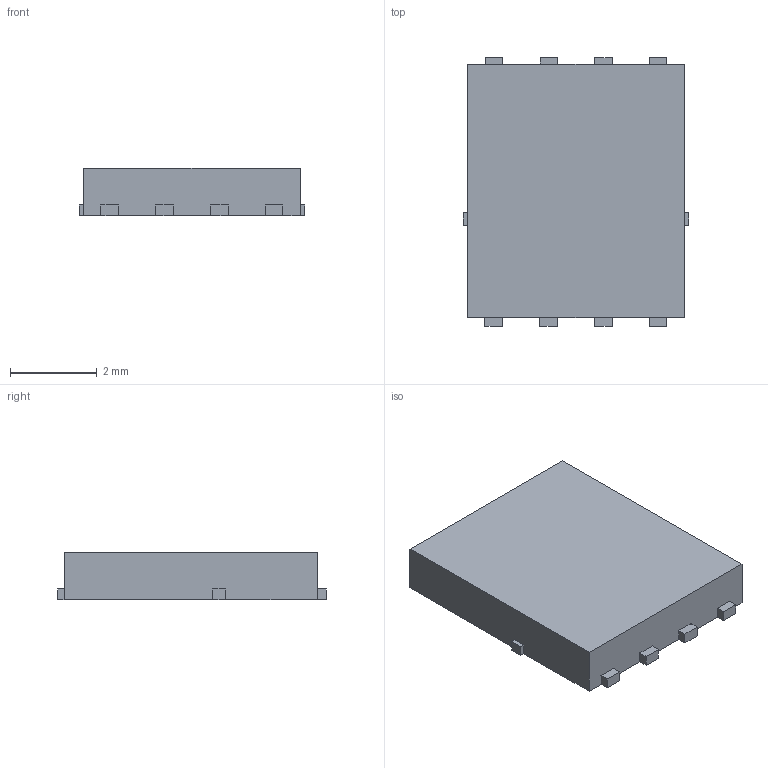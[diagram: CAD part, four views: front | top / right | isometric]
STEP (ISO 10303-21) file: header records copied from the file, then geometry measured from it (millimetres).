
FILE_DESCRIPTION(/* description */ (''),/* implementation_level */ '2;1');
FILE_NAME(/* name */ 'FAIRCHILD_MO-240AA.stp',/* time_stamp */ '2016-05-24T17:47:38+02:00',/* author */ ('riccim'),/* organization */ ('SolidWorks'),/* preprocessor_version */ 'ST-DEVELOPER v15.5',/* originating_system */ 'AutoCAD Mechanical',/* authorisation */ ' ');
FILE_SCHEMA (('AUTOMOTIVE_DESIGN { 1 0 10303 214 3 1 1 }'));
Length unit declared in the file: millimetre
Products named in the file (1): Product
Bounding box: 5.2 x 6.2 x 1.1 mm (x, y, z)
Volume: 32.3 mm3; surface area: 129.6 mm2
Topology: 6 solids, 6 shells, 124 faces, 336 edges, 224 vertices
Faces by surface type: plane 100, cylinder 24
Entity records: 3902 total; most frequent: CARTESIAN_POINT 685, ORIENTED_EDGE 672, DIRECTION 634, EDGE_CURVE 336, LINE 288, VECTOR 288, VERTEX_POINT 224, AXIS2_PLACEMENT_3D 173
